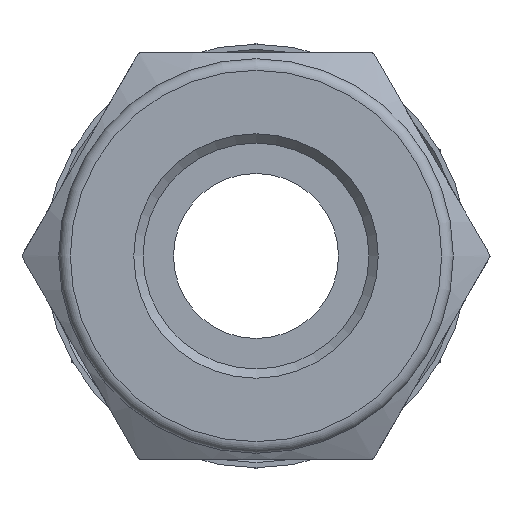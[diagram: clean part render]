
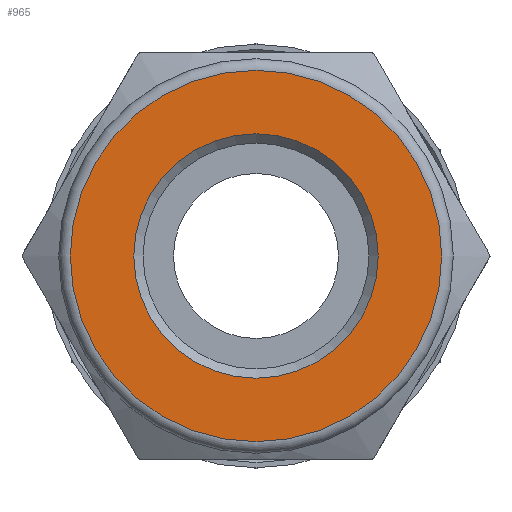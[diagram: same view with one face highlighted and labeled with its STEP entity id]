
A CAD part, left-side view. The second image highlights one B-rep face of the part: STEP entity #965.
In plain terms, the highlighted planar face has unit normal (-1, 0, 0).
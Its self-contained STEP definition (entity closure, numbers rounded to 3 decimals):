
#59=FACE_BOUND('',#218,.T.);
#89=CIRCLE('',#1059,8.);
#103=CIRCLE('',#1085,5.265);
#154=FACE_OUTER_BOUND('',#217,.T.);
#217=EDGE_LOOP('',(#779));
#218=EDGE_LOOP('',(#780));
#424=VERTEX_POINT('',#1560);
#436=VERTEX_POINT('',#1606);
#536=EDGE_CURVE('',#424,#424,#89,.T.);
#558=EDGE_CURVE('',#436,#436,#103,.T.);
#779=ORIENTED_EDGE('',*,*,#536,.F.);
#780=ORIENTED_EDGE('',*,*,#558,.T.);
#922=PLANE('',#1086);
#965=ADVANCED_FACE('',(#154,#59),#922,.T.);
#1059=AXIS2_PLACEMENT_3D('',#1562,#1246,#1247);
#1085=AXIS2_PLACEMENT_3D('',#1608,#1306,#1307);
#1086=AXIS2_PLACEMENT_3D('',#1609,#1308,#1309);
#1246=DIRECTION('center_axis',(1.,0.,0.));
#1247=DIRECTION('ref_axis',(0.,0.,-1.));
#1306=DIRECTION('center_axis',(1.,0.,0.));
#1307=DIRECTION('ref_axis',(0.,0.,-1.));
#1308=DIRECTION('center_axis',(-1.,0.,0.));
#1309=DIRECTION('ref_axis',(0.,0.,1.));
#1560=CARTESIAN_POINT('',(0.,0.,8.));
#1562=CARTESIAN_POINT('Origin',(0.,0.,
0.));
#1606=CARTESIAN_POINT('',(0.,-5.265,0.));
#1608=CARTESIAN_POINT('Origin',(0.,0.,
0.));
#1609=CARTESIAN_POINT('Origin',(0.,8.,0.));
